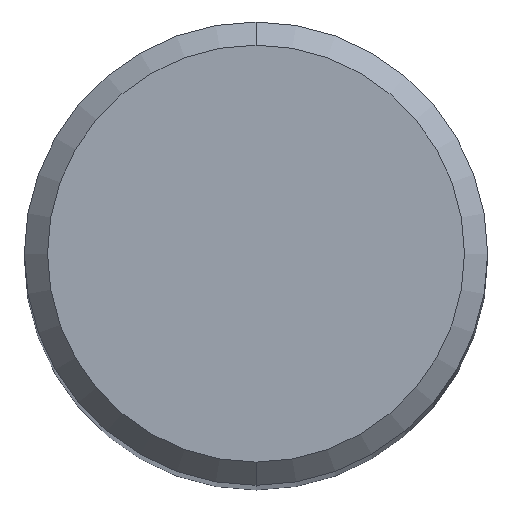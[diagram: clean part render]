
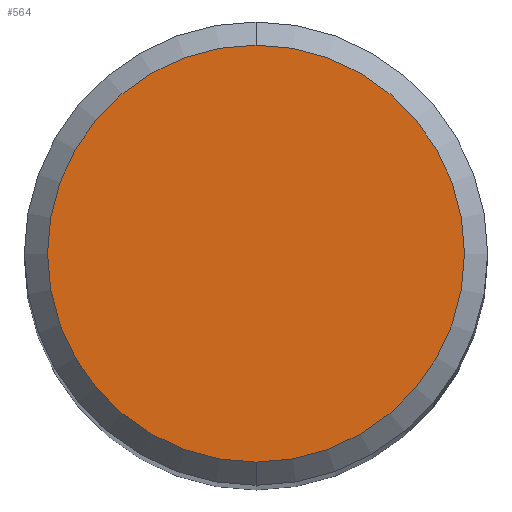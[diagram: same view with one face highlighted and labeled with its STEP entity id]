
A CAD part, top view. The second image highlights one B-rep face of the part: STEP entity #564.
In plain terms, the highlighted planar face has unit normal (0, 0, 1).
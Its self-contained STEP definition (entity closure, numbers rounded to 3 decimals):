
#330=VERTEX_POINT('',#896);
#436=EDGE_CURVE('',#330,#534,#1013,.T.);
#502=EDGE_CURVE('',#534,#330,#1092,.T.);
#534=VERTEX_POINT('',#1127);
#564=ADVANCED_FACE('',(#1160),#1161,.T.);
#896=CARTESIAN_POINT('',(0.,-4.5,0.0));
#1013=CIRCLE('',#3105,4.5);
#1092=CIRCLE('',#3975,4.5);
#1127=CARTESIAN_POINT('',(0.0,4.5,0.0));
#1160=FACE_OUTER_BOUND('',#4814,.T.);
#1161=PLANE('',#4815);
#3105=AXIS2_PLACEMENT_3D('',#6039,#6040,#6041);
#3975=AXIS2_PLACEMENT_3D('',#6172,#6173,#6174);
#4814=EDGE_LOOP('',(#6230,#6231));
#4815=AXIS2_PLACEMENT_3D('',#6232,#6233,#6234);
#6039=CARTESIAN_POINT('',(0.0,0.0,0.0));
#6040=DIRECTION('',(0.0,0.0,-1.0));
#6041=DIRECTION('',(0.0,1.0,0.0));
#6172=CARTESIAN_POINT('',(0.0,0.0,0.0));
#6173=DIRECTION('',(0.0,0.0,-1.0));
#6174=DIRECTION('',(0.0,1.0,0.0));
#6230=ORIENTED_EDGE('',*,*,#502,.F.);
#6231=ORIENTED_EDGE('',*,*,#436,.F.);
#6232=CARTESIAN_POINT('',(0.0,2.25,0.0));
#6233=DIRECTION('',(-0.0,0.0,1.0));
#6234=DIRECTION('',(0.0,-1.0,0.0));
